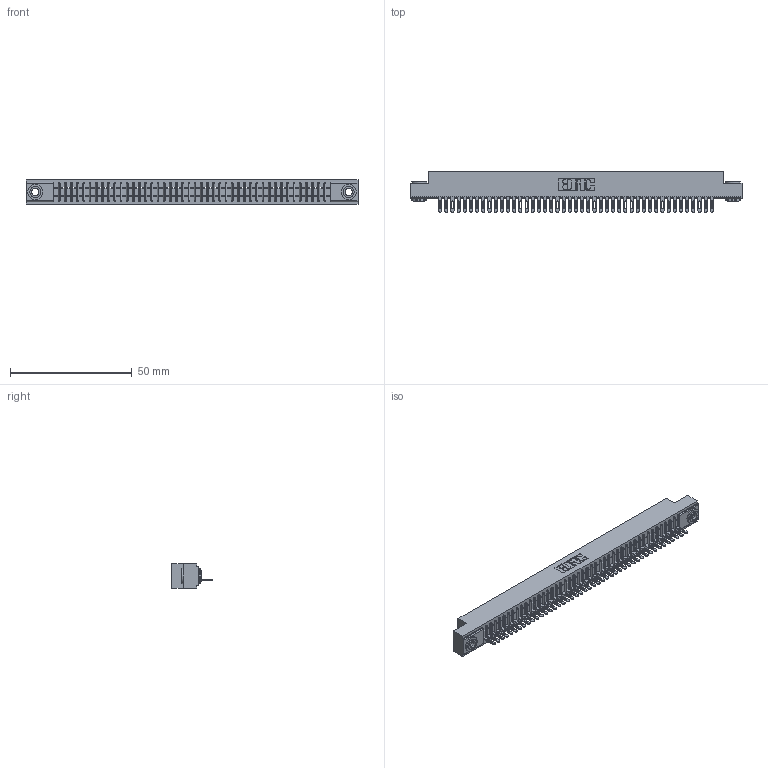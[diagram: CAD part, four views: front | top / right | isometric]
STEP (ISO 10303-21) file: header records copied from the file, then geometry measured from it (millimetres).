
FILE_DESCRIPTION (( 'STEP AP203' ), '1' );
FILE_NAME ('341-045-500-103.STEP', '2018-08-07T02:53:27', ( '' ), ( '' ), 'SwSTEP 2.0', 'SolidWorks 2016', '' );
FILE_SCHEMA (( 'CONFIG_CONTROL_DESIGN' ));
Length unit declared in the file: inch
Products named in the file (4): 341-045-500-103; 341 Part_.156 (3.96) Dia Mounting Holes; 341-292-001_341-292-100; 345-250-002_345-250-002-102
Assembly tree (48 placements, depth 2):
  341-045-500-103
    341 Part_.156 (3.96) Dia Mounting Holes
    341-292-001_341-292-100  x45
    345-250-002_345-250-002-102  x2
Bounding box: 136.53 x 16.69 x 10.16 mm (x, y, z)
Volume: 9821.7 mm3; surface area: 15908.2 mm2
Topology: 48 solids, 48 shells, 3858 faces, 11093 edges, 7118 vertices
Faces by surface type: plane 2297, cylinder 1373, sphere 92, torus 88, cone 8
Entity records: 53693 total; most frequent: CARTESIAN_POINT 9099, ORIENTED_EDGE 9078, DIRECTION 8801, EDGE_CURVE 4539, VECTOR 3657, LINE 3657, VERTEX_POINT 2870, AXIS2_PLACEMENT_3D 2572
